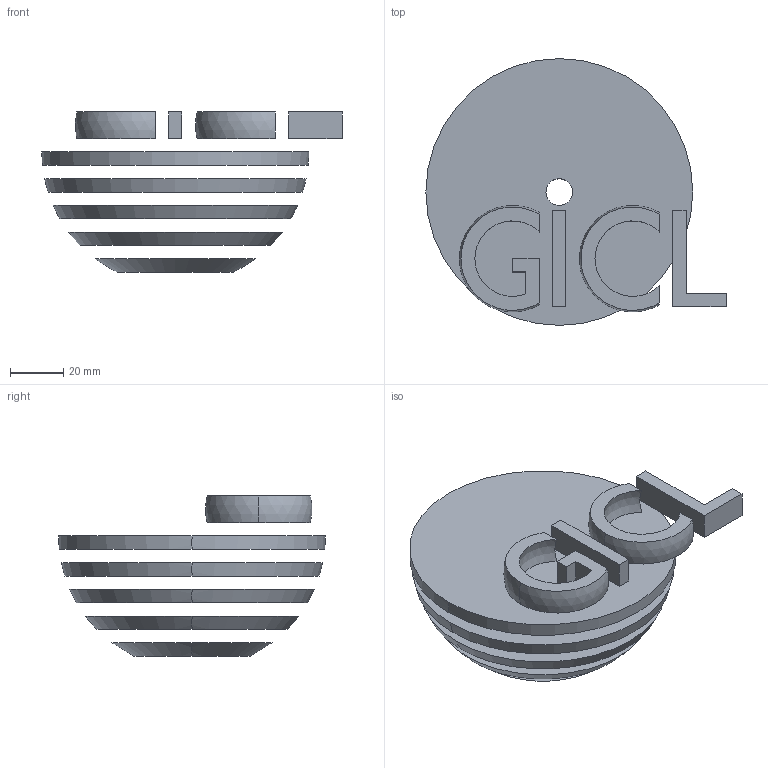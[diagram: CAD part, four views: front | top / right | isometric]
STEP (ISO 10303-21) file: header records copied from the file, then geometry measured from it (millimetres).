
FILE_DESCRIPTION(('produced by SPATIAL CORP'),'2;1');
FILE_NAME('giclShortSliced.hh.sat.stp', '2002-04-15T08:12:22+00:00',('SPATIAL CORP'),('SPATIAL CORP'), 'ACIS STEP Husk','http://www.spatial.com','SPATIAL CORP');
FILE_SCHEMA(('CONFIG_CONTROL_DESIGN'));
Length unit declared in the file: millimetre
Products named in the file (2): PRODUCT_ID_1; PRODUCT_ID_2
Bounding box: 112.5 x 100 x 60 mm (x, y, z)
Volume: 151648 mm3; surface area: 72196.1 mm2
Topology: 9 solids, 9 shells, 64 faces, 148 edges, 102 vertices
Faces by surface type: plane 36, sphere 18, cylinder 10
Entity records: 1705 total; most frequent: ORIENTED_EDGE 296, CARTESIAN_POINT 243, DIRECTION 222, EDGE_CURVE 148, VERTEX_POINT 102, AXIS2_PLACEMENT_3D 81, EDGE_LOOP 74, FACE_BOUND 74
